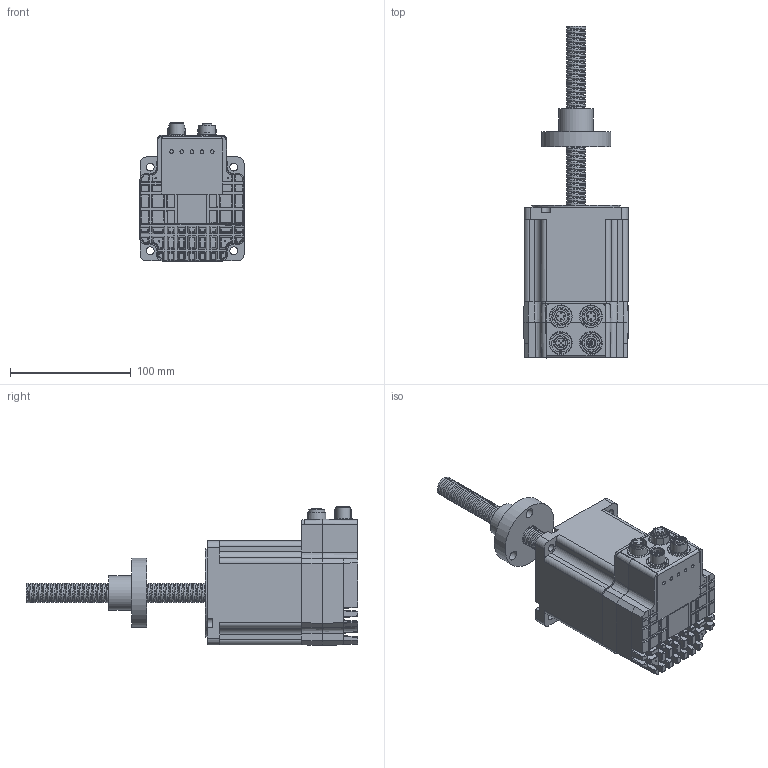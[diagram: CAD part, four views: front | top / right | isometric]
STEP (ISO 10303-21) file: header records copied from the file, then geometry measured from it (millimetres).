
FILE_DESCRIPTION( ( 'Unknown' ), '1' );
FILE_NAME( 'MIL341BEx_xxxx85E.stp', 'Unknown', ( 'Unknown' ), ( 'Unknown' ), 'PSStep 11.0', 'Unknown', ' ' );
FILE_SCHEMA( ( 'AUTOMOTIVE_DESIGN { 1 0 10303 214 1 1 1 1 }' ) );
Length unit declared in the file: millimetre
Products named in the file (4): 34E2080-
Bounding box: 86.5 x 274.5 x 114.56 mm (x, y, z)
Volume: 912853.6 mm3; surface area: 120458.4 mm2
Topology: 4 solids, 9 shells, 1105 faces, 2740 edges, 1720 vertices
Faces by surface type: plane 493, cylinder 452, sphere 109, cone 23, bspline 17, torus 11
Full cylindrical faces by diameter (mm): 0.7 x17, 1 x17, 3 x5, 4.3 x4, 4.5 x4, 6.57 x4, 8 x3, 8.2 x1, 10.6 x1, 11.5 x3, 12 x1, 13.3 x2, 13.6 x1, 15.88 x17, 16 x1, 18 x4, 19 x6, 28.6 x1, 57.15 x1, 73 x1
Entity records: 55325 total; most frequent: CARTESIAN_POINT 20886, DIRECTION 5525, ORIENTED_EDGE 5192, EDGE_CURVE 2596, AXIS2_PLACEMENT_3D 2045, VERTEX_POINT 1684, LINE 1435, VECTOR 1435
